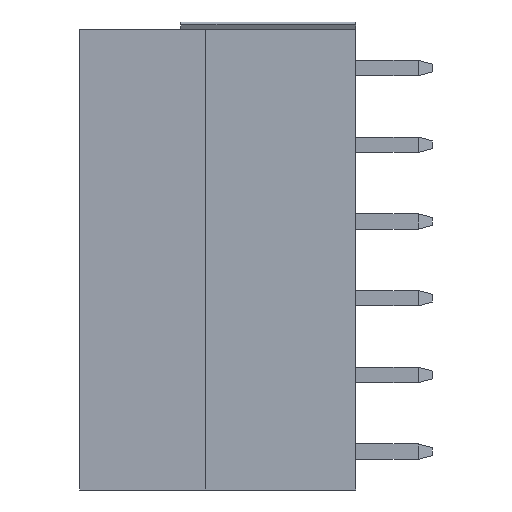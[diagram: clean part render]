
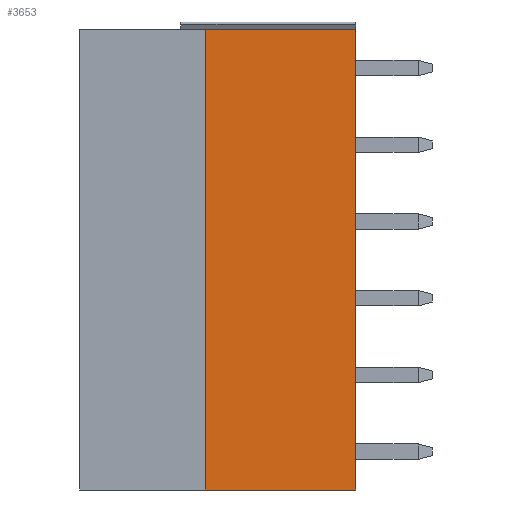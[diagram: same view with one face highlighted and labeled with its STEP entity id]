
A CAD part, left-side view. The second image highlights one B-rep face of the part: STEP entity #3653.
In plain terms, the highlighted planar face has unit normal (-1, 0, 0).
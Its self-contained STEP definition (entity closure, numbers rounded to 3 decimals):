
#74=DIRECTION('',(0.,-1.,0.));
#75=VECTOR('',#74,9.8);
#76=CARTESIAN_POINT('',(-5.603,0.8,-27.5));
#77=LINE('',#76,#75);
#131=DIRECTION('',(0.,0.,1.));
#132=VECTOR('',#131,30.);
#133=CARTESIAN_POINT('',(-5.603,-9.,-27.5));
#134=LINE('',#133,#132);
#296=DIRECTION('',(0.,0.,1.));
#297=VECTOR('',#296,30.);
#298=CARTESIAN_POINT('',(-5.603,0.8,-27.5));
#299=LINE('',#298,#297);
#496=DIRECTION('',(0.,-1.,0.));
#497=VECTOR('',#496,9.8);
#498=CARTESIAN_POINT('',(-5.603,0.8,2.5));
#499=LINE('',#498,#497);
#2701=CARTESIAN_POINT('',(-5.603,0.8,-27.5));
#2702=VERTEX_POINT('',#2701);
#2703=CARTESIAN_POINT('',(-5.603,-9.,-27.5));
#2704=VERTEX_POINT('',#2703);
#2719=CARTESIAN_POINT('',(-5.603,0.8,2.5));
#2720=VERTEX_POINT('',#2719);
#2721=CARTESIAN_POINT('',(-5.603,-9.,2.5));
#2722=VERTEX_POINT('',#2721);
#3640=CARTESIAN_POINT('',(-5.603,0.8,-27.5));
#3641=DIRECTION('',(-1.,0.,0.));
#3642=DIRECTION('',(0.,-1.,0.));
#3643=AXIS2_PLACEMENT_3D('',#3640,#3641,#3642);
#3644=PLANE('',#3643);
#3645=ORIENTED_EDGE('',*,*,#3416,.F.);
#3647=ORIENTED_EDGE('',*,*,#3646,.T.);
#3649=ORIENTED_EDGE('',*,*,#3648,.T.);
#3650=ORIENTED_EDGE('',*,*,#3471,.F.);
#3651=EDGE_LOOP('',(#3645,#3647,#3649,#3650));
#3652=FACE_OUTER_BOUND('',#3651,.F.);
#3416=EDGE_CURVE('',#2702,#2704,#77,.T.);
#3471=EDGE_CURVE('',#2704,#2722,#134,.T.);
#3646=EDGE_CURVE('',#2702,#2720,#299,.T.);
#3648=EDGE_CURVE('',#2720,#2722,#499,.T.);
#3653=ADVANCED_FACE('',(#3652),#3644,.T.);
